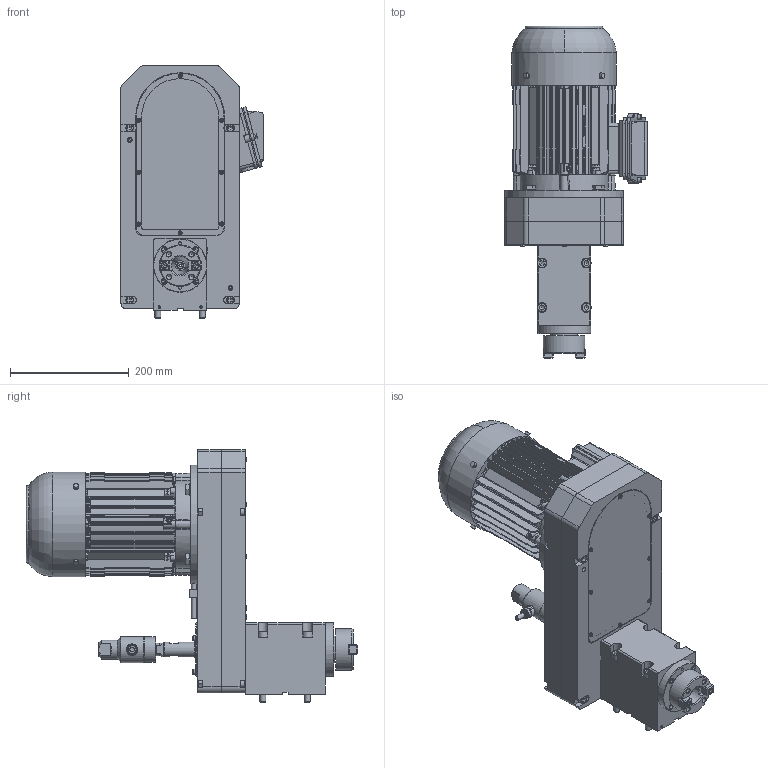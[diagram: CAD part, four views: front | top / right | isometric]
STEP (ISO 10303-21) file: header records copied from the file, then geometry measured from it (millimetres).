
FILE_DESCRIPTION(/* description */ ('Unknown'),/* implementation_level */ '2;1');
FILE_NAME(/* name */ 'CG.16-Junta rotativa',/* time_stamp */ '2024-11-20T11:11:24+01:00',/* author */ ('Unknown'),/* organization */ ('Unknown'),/* preprocessor_version */ 'ST-DEVELOPER v19.4',/* originating_system */ 'Solid Edge',/* authorisation */ 'Unknown');
FILE_SCHEMA (('AUTOMOTIVE_DESIGN {1 0 10303 214 3 1 1}'));
Products named in the file (1): CG.16-Junta rotativa
Bounding box: 240.01 x 559 x 426 mm (x, y, z)
Surface area: 851433.9 mm2 (no closed solid volume)
Topology: 0 solids, 110 shells, 1597 faces, 5721 edges, 3999 vertices
Faces by surface type: plane 838, cylinder 530, cone 106, torus 106, sphere 13, bspline 4
Full cylindrical faces by diameter (mm): 4.134 x2, 4.5 x3, 4.917 x6, 5 x4, 6.8 x4, 7 x9, 8 x7, 8.376 x4, 8.5 x7, 9.5 x4, 10 x5, 10.4 x6, 10.5 x3, 11 x2, 13 x4, 13.5 x1, 14.95 x2, 15 x1, 16 x4, 17 x2, 19 x1, 20 x4, 21 x1, 24.5 x1, 25 x1, 27 x1, 32 x1, 43 x1, 44 x1, 45 x1
Entity records: 63042 total; most frequent: CARTESIAN_POINT 14307, DIRECTION 9333, ORIENTED_EDGE 8967, EDGE_CURVE 5415, VERTEX_POINT 3945, AXIS2_PLACEMENT_3D 3242, LINE 2849, VECTOR 2849
